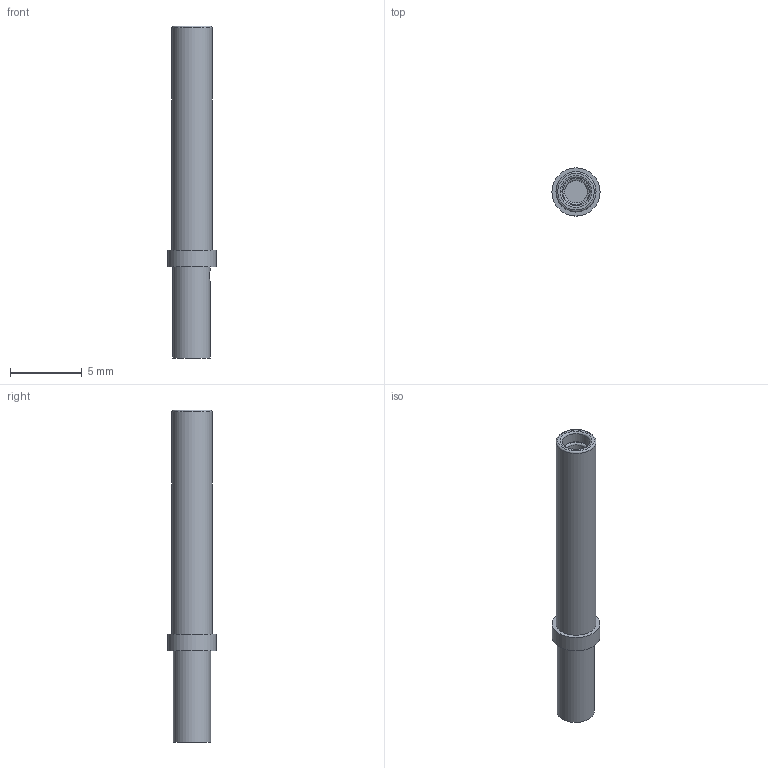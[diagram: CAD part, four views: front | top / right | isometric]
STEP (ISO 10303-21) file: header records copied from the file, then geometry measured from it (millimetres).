
FILE_DESCRIPTION(/* description */ ('Alibre Inc.'),/* implementation_level */ '2;1');
FILE_NAME(/* name */ 'export0',/* time_stamp */ '2014-10-06T14:25:29-07:00',/* author */ (''),/* organization */ (''),/* preprocessor_version */ 'ST-DEVELOPER v14',/* originating_system */ 'Alibre',/* authorisation */ '');
FILE_SCHEMA (('CONFIG_CONTROL_DESIGN'));
Length unit declared in the file: centimetre
Products named in the file (1): 110701
Bounding box: 3.35 x 3.35 x 23.11 mm (x, y, z)
Volume: 96.6 mm3; surface area: 324.3 mm2
Topology: 1 solids, 1 shells, 18 faces, 31 edges, 20 vertices
Faces by surface type: cylinder 7, plane 7, torus 3, cone 1
Full cylindrical faces by diameter (mm): 0.762 x1, 1.546 x1, 1.575 x1, 1.956 x1, 2.591 x1, 2.794 x1, 3.353 x1
Entity records: 503 total; most frequent: CARTESIAN_POINT 120, DIRECTION 58, ORIENTED_EDGE 36, EDGE_LOOP 36, FACE_BOUND 36, AXIS2_PLACEMENT_3D 34, VERTEX_POINT 18, EDGE_CURVE 18
